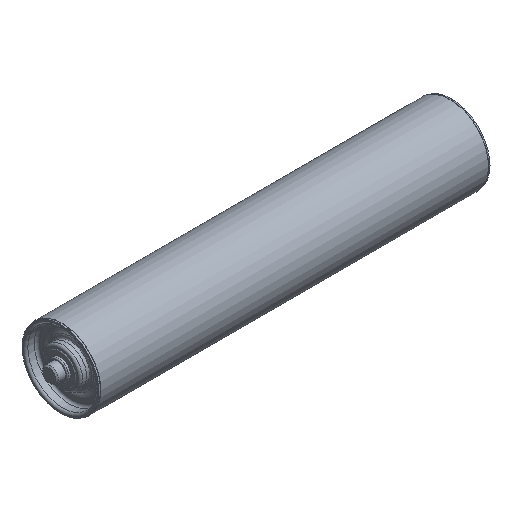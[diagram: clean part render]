
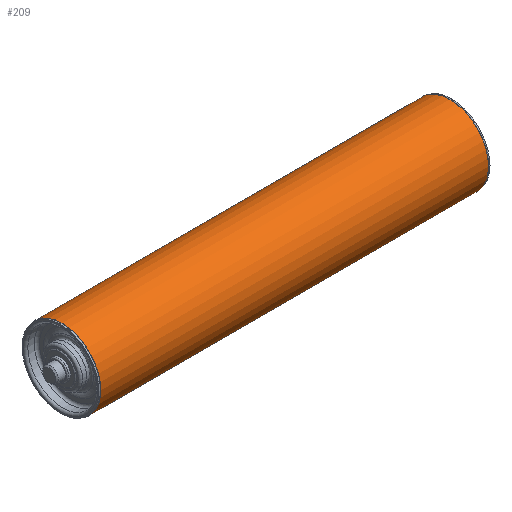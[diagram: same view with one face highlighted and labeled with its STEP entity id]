
A CAD part, isometric view. The second image highlights one B-rep face of the part: STEP entity #209.
In plain terms, the highlighted cylindrical face has radius 30 mm (diameter 60 mm), a full revolution.
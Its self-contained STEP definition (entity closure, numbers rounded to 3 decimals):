
#182=CARTESIAN_POINT('',(75.,0.,0.0));
#183=DIRECTION('',(1.0,0.,0.0));
#184=DIRECTION('',(0.0,1.0,0.0));
#185=AXIS2_PLACEMENT_3D('',#182,#183,#184);
#186=CYLINDRICAL_SURFACE('',#185,30.);
#187=CARTESIAN_POINT('',(-150.,30.,0.0));
#188=VERTEX_POINT('',#187);
#189=CARTESIAN_POINT('',(-150.,0.,0.0));
#190=DIRECTION('',(1.0,0.0,0.0));
#191=DIRECTION('',(0.0,1.0,0.0));
#192=AXIS2_PLACEMENT_3D('',#189,#190,#191);
#193=CIRCLE('',#192,30.);
#194=EDGE_CURVE('',#188,#188,#193,.T.);
#195=ORIENTED_EDGE('',*,*,#194,.T.);
#196=EDGE_LOOP('',(#195));
#197=FACE_OUTER_BOUND('',#196,.T.);
#198=CARTESIAN_POINT('',(150.,30.,0.0));
#199=VERTEX_POINT('',#198);
#200=CARTESIAN_POINT('',(150.,0.,0.0));
#201=DIRECTION('',(1.0,0.0,0.0));
#202=DIRECTION('',(0.0,1.0,0.0));
#203=AXIS2_PLACEMENT_3D('',#200,#201,#202);
#204=CIRCLE('',#203,30.);
#205=EDGE_CURVE('',#199,#199,#204,.T.);
#206=ORIENTED_EDGE('',*,*,#205,.F.);
#207=EDGE_LOOP('',(#206));
#208=FACE_BOUND('',#207,.T.);
#209=ADVANCED_FACE('',(#197,#208),#186,.T.);
